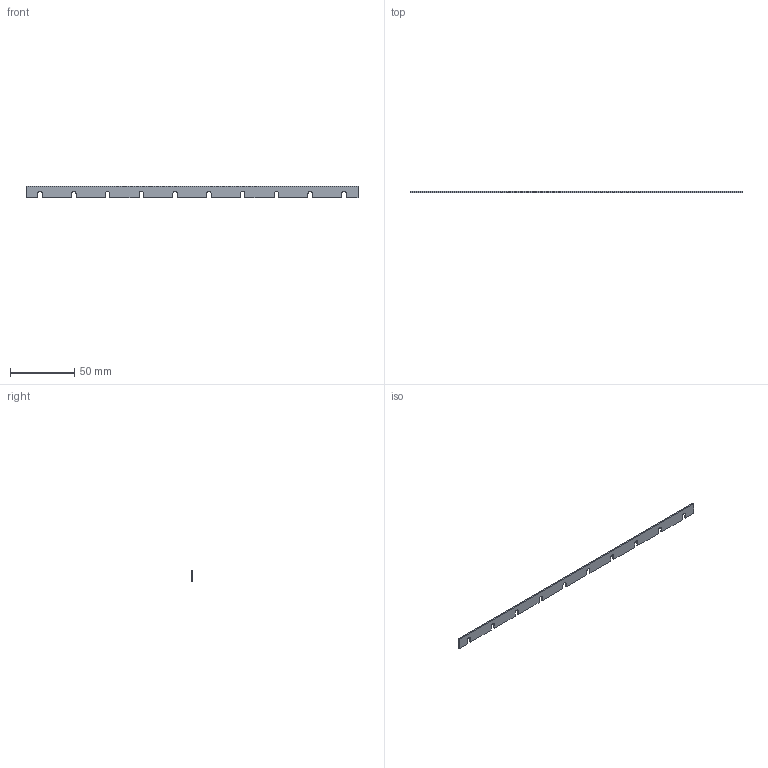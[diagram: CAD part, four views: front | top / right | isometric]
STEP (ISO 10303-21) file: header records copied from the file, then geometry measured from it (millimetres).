
FILE_DESCRIPTION (( 'STEP AP214' ), '1' );
FILE_NAME ('HGX-LPBUSBAR-10.STEP', '2013-12-04T20:41:58', ( 'L-Com' ), ( 'L-Com Global Connectivity' ), 'SwSTEP 2.0', 'SolidWorks 2012', '' );
FILE_SCHEMA (( 'AUTOMOTIVE_DESIGN' ));
Length unit declared in the file: inch
Products named in the file (1): HGX-LPBUSBAR-10
Bounding box: 258.5 x 1 x 9 mm (x, y, z)
Volume: 2161.5 mm3; surface area: 4945.4 mm2
Topology: 1 solids, 1 shells, 56 faces, 162 edges, 108 vertices
Faces by surface type: plane 36, cylinder 20
Entity records: 1899 total; most frequent: CARTESIAN_POINT 327, ORIENTED_EDGE 324, DIRECTION 316, EDGE_CURVE 162, VECTOR 122, LINE 122, VERTEX_POINT 108, AXIS2_PLACEMENT_3D 97
